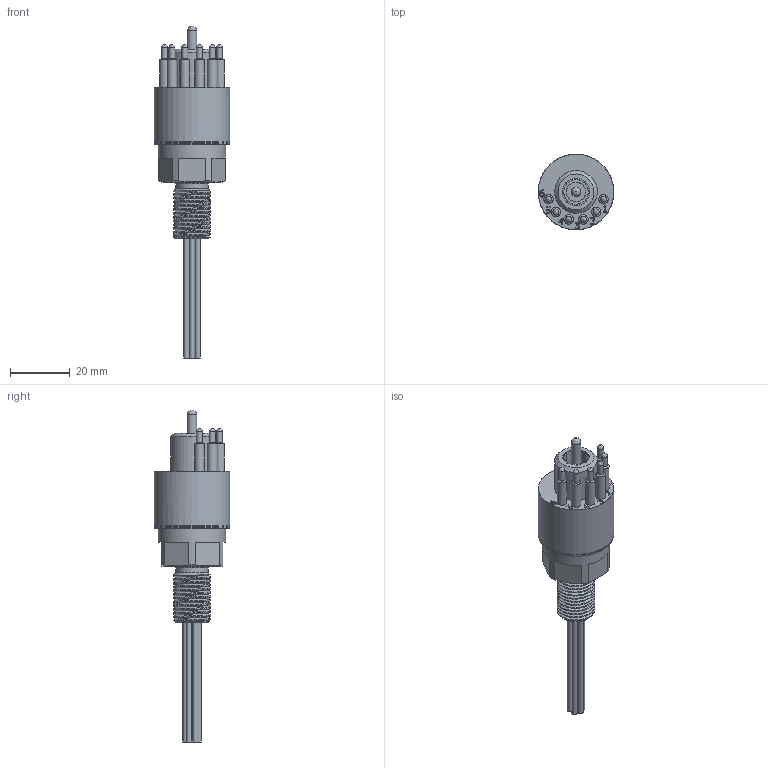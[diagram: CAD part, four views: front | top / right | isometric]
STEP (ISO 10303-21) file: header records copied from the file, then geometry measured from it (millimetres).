
FILE_DESCRIPTION(/* description */ (''),/* implementation_level */ '2;1');
FILE_NAME(/* name */ '75CXBH6M.stp',/* time_stamp */ '2014-11-24T11:36:30+01:00',/* author */ ('sh'),/* organization */ (''),/* preprocessor_version */ 'ST-DEVELOPER v15.2',/* originating_system */ 'Autodesk Inventor 2014',/* authorisation */ '');
FILE_SCHEMA (('AUTOMOTIVE_DESIGN { 1 0 10303 214 3 1 1 }'));
Length unit declared in the file: inch
Products named in the file (1): 75CXBH6M
Bounding box: 25.35 x 25.35 x 111.18 mm (x, y, z)
Volume: 14762.4 mm3; surface area: 17518.9 mm2
Topology: 26 solids, 26 shells, 2453 faces, 7031 edges, 4772 vertices
Faces by surface type: cylinder 851, plane 831, torus 671, bspline 75, cone 25
Full cylindrical faces by diameter (mm): 0.381 x2, 0.813 x12, 1.321 x6, 1.753 x1, 1.778 x6, 1.986 x6, 2.261 x1, 2.54 x1, 3.175 x8, 6.045 x1, 6.452 x2, 7.62 x1, 8.255 x1, 8.306 x1, 8.458 x1, 8.915 x1, 10.312 x1, 10.922 x1, 11.1 x4, 11.811 x2, 12.065 x11, 13.03 x5, 14.275 x1, 14.351 x1, 15.875 x1, 17.462 x2, 18.872 x1, 19.05 x2, 22.555 x1, 25.349 x2
Entity records: 96145 total; most frequent: CARTESIAN_POINT 32465, ORIENTED_EDGE 13588, DIRECTION 13344, EDGE_CURVE 6794, AXIS2_PLACEMENT_3D 5597, VERTEX_POINT 4703, CIRCLE 2920, EDGE_LOOP 2789
